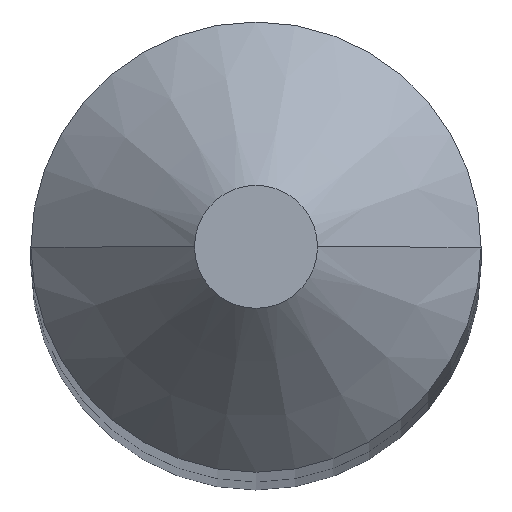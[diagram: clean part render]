
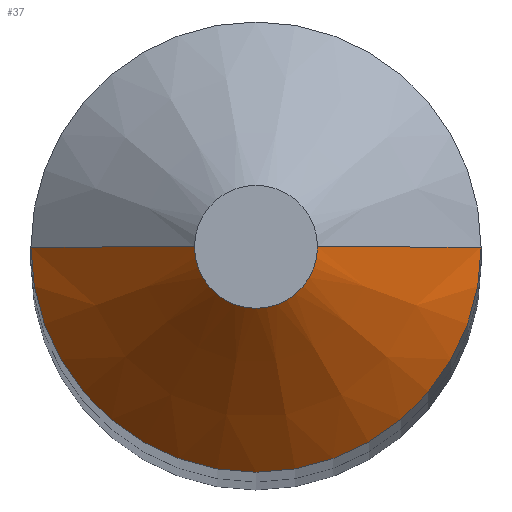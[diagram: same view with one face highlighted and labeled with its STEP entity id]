
A CAD part, top view. The second image highlights one B-rep face of the part: STEP entity #37.
In plain terms, the highlighted conical face has half-angle 45 degrees and reference radius 1.092 mm.
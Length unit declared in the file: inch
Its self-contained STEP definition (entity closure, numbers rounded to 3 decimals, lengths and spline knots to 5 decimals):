
#11 = FACE_OUTER_BOUND ( 'NONE', #280, .T. ) ;
#20 = CARTESIAN_POINT ( 'NONE',  ( -0.043, 0., -0.03125 ) ) ;
#34 = DIRECTION ( 'NONE',  ( 0.707, 0., -0.707 ) ) ;
#37 = ADVANCED_FACE ( 'NONE', ( #11 ), #233, .T. ) ;
#42 = VERTEX_POINT ( 'NONE', #164 ) ;
#45 = DIRECTION ( 'NONE',  ( 0., 0., -1. ) ) ;
#48 = DIRECTION ( 'NONE',  ( 1., 0., 0. ) ) ;
#57 = AXIS2_PLACEMENT_3D ( 'NONE', #338, #245, #237 ) ;
#60 = DIRECTION ( 'NONE',  ( -0.707, 0., -0.707 ) ) ;
#61 = LINE ( 'NONE', #306, #364 ) ;
#66 = VERTEX_POINT ( 'NONE', #390 ) ;
#86 = CARTESIAN_POINT ( 'NONE',  ( -0.043, 0., -0.03125 ) ) ;
#110 = DIRECTION ( 'NONE',  ( 0., 0., 1. ) ) ;
#120 = LINE ( 'NONE', #86, #346 ) ;
#123 = AXIS2_PLACEMENT_3D ( 'NONE', #329, #110, #48 ) ;
#126 = CARTESIAN_POINT ( 'NONE',  ( 0.01175, 0., 0. ) ) ;
#138 = DIRECTION ( 'NONE',  ( -1., 0., 0. ) ) ;
#164 = CARTESIAN_POINT ( 'NONE',  ( 0.043, 0., -0.03125 ) ) ;
#200 = EDGE_CURVE ( 'NONE', #66, #220, #323, .T. ) ;
#218 = ORIENTED_EDGE ( 'NONE', *, *, #262, .T. ) ;
#220 = VERTEX_POINT ( 'NONE', #126 ) ;
#222 = CARTESIAN_POINT ( 'NONE',  ( 0., 0., -0.03125 ) ) ;
#233 = CONICAL_SURFACE ( 'NONE', #300, 0.043, 0.785 ) ;
#237 = DIRECTION ( 'NONE',  ( 1., 0., 0. ) ) ;
#245 = DIRECTION ( 'NONE',  ( 0., 0., 1. ) ) ;
#262 = EDGE_CURVE ( 'NONE', #66, #332, #120, .T. ) ;
#280 = EDGE_LOOP ( 'NONE', ( #380, #375, #218, #336 ) ) ;
#288 = EDGE_CURVE ( 'NONE', #332, #42, #382, .T. ) ;
#300 = AXIS2_PLACEMENT_3D ( 'NONE', #222, #45, #138 ) ;
#306 = CARTESIAN_POINT ( 'NONE',  ( 0.043, 0., -0.03125 ) ) ;
#307 = EDGE_CURVE ( 'NONE', #220, #42, #61, .T. ) ;
#323 = CIRCLE ( 'NONE', #123, 0.01175 ) ;
#329 = CARTESIAN_POINT ( 'NONE',  ( 0., 0., 0. ) ) ;
#332 = VERTEX_POINT ( 'NONE', #20 ) ;
#336 = ORIENTED_EDGE ( 'NONE', *, *, #288, .T. ) ;
#338 = CARTESIAN_POINT ( 'NONE',  ( 0., 0., -0.03125 ) ) ;
#346 = VECTOR ( 'NONE', #60, 39.37008 ) ;
#364 = VECTOR ( 'NONE', #34, 39.37008 ) ;
#375 = ORIENTED_EDGE ( 'NONE', *, *, #200, .F. ) ;
#380 = ORIENTED_EDGE ( 'NONE', *, *, #307, .F. ) ;
#382 = CIRCLE ( 'NONE', #57, 0.043 ) ;
#390 = CARTESIAN_POINT ( 'NONE',  ( -0.01175, 0., 0. ) ) ;
